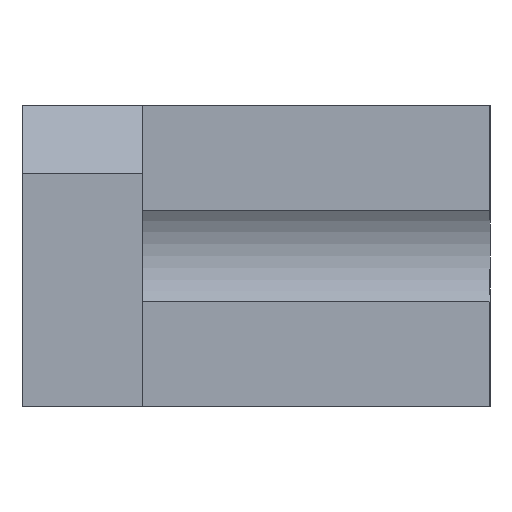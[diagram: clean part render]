
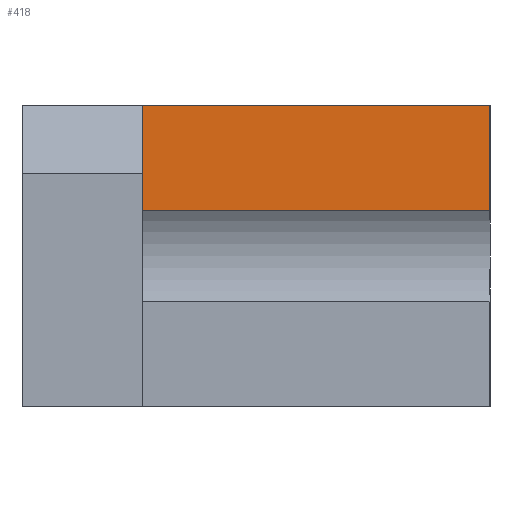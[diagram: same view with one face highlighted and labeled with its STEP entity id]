
A CAD part, front view. The second image highlights one B-rep face of the part: STEP entity #418.
In plain terms, the highlighted planar face has unit normal (0, -1, 0).
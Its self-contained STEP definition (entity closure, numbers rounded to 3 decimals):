
#48=FACE_OUTER_BOUND('',#73,.T.);
#73=EDGE_LOOP('',(#357,#358,#359,#360));
#96=LINE('',#624,#145);
#108=LINE('',#653,#157);
#115=LINE('',#666,#164);
#123=LINE('',#683,#172);
#145=VECTOR('',#502,10.);
#157=VECTOR('',#526,10.);
#164=VECTOR('',#537,10.);
#172=VECTOR('',#561,10.);
#196=VERTEX_POINT('',#621);
#197=VERTEX_POINT('',#623);
#208=VERTEX_POINT('',#651);
#212=VERTEX_POINT('',#664);
#235=EDGE_CURVE('',#196,#197,#96,.T.);
#250=EDGE_CURVE('',#208,#196,#108,.T.);
#258=EDGE_CURVE('',#212,#208,#115,.T.);
#267=EDGE_CURVE('',#212,#197,#123,.T.);
#357=ORIENTED_EDGE('',*,*,#267,.T.);
#358=ORIENTED_EDGE('',*,*,#235,.F.);
#359=ORIENTED_EDGE('',*,*,#250,.F.);
#360=ORIENTED_EDGE('',*,*,#258,.F.);
#397=PLANE('',#461);
#418=ADVANCED_FACE('',(#48),#397,.T.);
#461=AXIS2_PLACEMENT_3D('',#684,#562,#563);
#502=DIRECTION('',(0.,0.,-1.));
#526=DIRECTION('',(1.,0.,0.));
#537=DIRECTION('',(0.,0.,1.));
#561=DIRECTION('',(1.,0.,0.));
#562=DIRECTION('center_axis',(0.,-1.,0.));
#563=DIRECTION('ref_axis',(0.,0.,-1.));
#621=CARTESIAN_POINT('',(215.879,31.093,174.811));
#623=CARTESIAN_POINT('',(215.879,31.093,171.311));
#624=CARTESIAN_POINT('',(215.879,31.093,164.811));
#651=CARTESIAN_POINT('',(204.379,31.093,174.811));
#653=CARTESIAN_POINT('',(204.379,31.093,174.811));
#664=CARTESIAN_POINT('',(204.379,31.093,171.311));
#666=CARTESIAN_POINT('',(204.379,31.093,172.311));
#683=CARTESIAN_POINT('',(214.379,31.093,171.311));
#684=CARTESIAN_POINT('Origin',(204.379,31.093,174.811));
